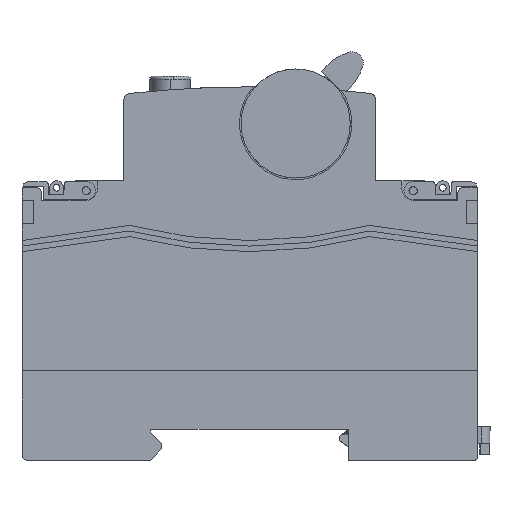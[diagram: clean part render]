
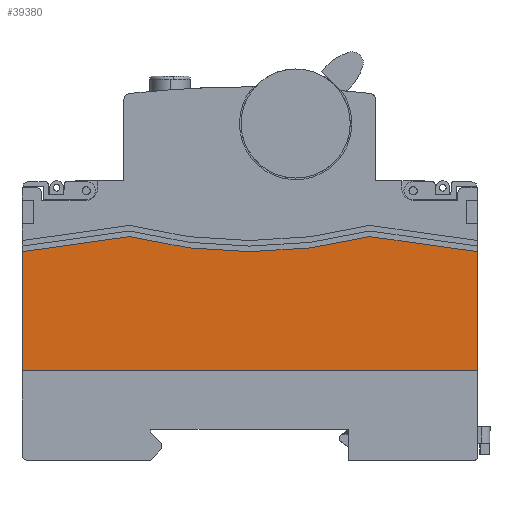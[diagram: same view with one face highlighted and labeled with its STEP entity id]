
A CAD part, left-side view. The second image highlights one B-rep face of the part: STEP entity #39380.
In plain terms, the highlighted planar face has unit normal (-1, 0, 0).
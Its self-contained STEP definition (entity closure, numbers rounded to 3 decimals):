
#2815 = EDGE_CURVE ( 'NONE', #34394, #50914, #62927, .T. ) ;
#2898 = VERTEX_POINT ( 'NONE', #70464 ) ;
#3661 = CARTESIAN_POINT ( 'NONE',  ( -17.45, 0., 118.752 ) ) ;
#6291 = DIRECTION ( 'NONE',  ( 0., 0., 1. ) ) ;
#8713 = ORIENTED_EDGE ( 'NONE', *, *, #77807, .T. ) ;
#9180 = CARTESIAN_POINT ( 'NONE',  ( -17.45, 0., 10.5 ) ) ;
#10708 = CIRCLE ( 'NONE', #44248, 86.952 ) ;
#13093 = CARTESIAN_POINT ( 'NONE',  ( -17.45, -40.75, 31.8 ) ) ;
#14531 = VECTOR ( 'NONE', #22114, 1000. ) ;
#18905 = AXIS2_PLACEMENT_3D ( 'NONE', #31526, #58340, #6291 ) ;
#19658 = EDGE_CURVE ( 'NONE', #34257, #2898, #33313, .T. ) ;
#22114 = DIRECTION ( 'NONE',  ( 0., 0., 1. ) ) ;
#26319 = VERTEX_POINT ( 'NONE', #60437 ) ;
#26896 = DIRECTION ( 'NONE',  ( 0., -1., 0. ) ) ;
#28697 = VECTOR ( 'NONE', #26896, 1000. ) ;
#29247 = EDGE_LOOP ( 'NONE', ( #80798, #47361, #8713, #64226, #48323, #69927 ) ) ;
#29927 = VERTEX_POINT ( 'NONE', #79228 ) ;
#31526 = CARTESIAN_POINT ( 'NONE',  ( -17.45, 0., 0. ) ) ;
#33313 = LINE ( 'NONE', #81280, #82354 ) ;
#33984 = LINE ( 'NONE', #9180, #28697 ) ;
#34198 = VECTOR ( 'NONE', #77332, 1000. ) ;
#34257 = VERTEX_POINT ( 'NONE', #81612 ) ;
#34394 = VERTEX_POINT ( 'NONE', #39635 ) ;
#37763 = DIRECTION ( 'NONE',  ( 0., -0.99, -0.139 ) ) ;
#38368 = LINE ( 'NONE', #52177, #34198 ) ;
#38612 = EDGE_CURVE ( 'NONE', #34257, #34394, #10708, .T. ) ;
#39380 = ADVANCED_FACE ( 'NONE', ( #63401 ), #63816, .T. ) ;
#39635 = CARTESIAN_POINT ( 'NONE',  ( -17.45, -21.5, 34.5 ) ) ;
#40979 = LINE ( 'NONE', #72864, #14531 ) ;
#43516 = DIRECTION ( 'NONE',  ( 0., 0.99, -0.139 ) ) ;
#44248 = AXIS2_PLACEMENT_3D ( 'NONE', #3661, #54888, #81321 ) ;
#47361 = ORIENTED_EDGE ( 'NONE', *, *, #19658, .T. ) ;
#48323 = ORIENTED_EDGE ( 'NONE', *, *, #49392, .T. ) ;
#49392 = EDGE_CURVE ( 'NONE', #29927, #50914, #40979, .T. ) ;
#50914 = VERTEX_POINT ( 'NONE', #13093 ) ;
#52177 = CARTESIAN_POINT ( 'NONE',  ( -17.45, 40.75, 0. ) ) ;
#54888 = DIRECTION ( 'NONE',  ( -1., 0., 0. ) ) ;
#58340 = DIRECTION ( 'NONE',  ( -1., 0., 0. ) ) ;
#60437 = CARTESIAN_POINT ( 'NONE',  ( -17.45, 40.75, 10.5 ) ) ;
#62927 = LINE ( 'NONE', #82221, #74252 ) ;
#63401 = FACE_OUTER_BOUND ( 'NONE', #29247, .T. ) ;
#63816 = PLANE ( 'NONE',  #18905 ) ;
#64226 = ORIENTED_EDGE ( 'NONE', *, *, #67131, .T. ) ;
#67131 = EDGE_CURVE ( 'NONE', #26319, #29927, #33984, .T. ) ;
#69927 = ORIENTED_EDGE ( 'NONE', *, *, #2815, .F. ) ;
#70464 = CARTESIAN_POINT ( 'NONE',  ( -17.45, 40.75, 31.8 ) ) ;
#72864 = CARTESIAN_POINT ( 'NONE',  ( -17.45, -40.75, 0. ) ) ;
#74252 = VECTOR ( 'NONE', #37763, 1000. ) ;
#77332 = DIRECTION ( 'NONE',  ( 0., 0., -1. ) ) ;
#77807 = EDGE_CURVE ( 'NONE', #2898, #26319, #38368, .T. ) ;
#79228 = CARTESIAN_POINT ( 'NONE',  ( -17.45, -40.75, 10.5 ) ) ;
#80798 = ORIENTED_EDGE ( 'NONE', *, *, #38612, .F. ) ;
#81280 = CARTESIAN_POINT ( 'NONE',  ( -17.45, 5.16, 36.792 ) ) ;
#81321 = DIRECTION ( 'NONE',  ( 0., 0., 1. ) ) ;
#81612 = CARTESIAN_POINT ( 'NONE',  ( -17.45, 21.5, 34.5 ) ) ;
#82221 = CARTESIAN_POINT ( 'NONE',  ( -17.45, -5.16, 36.792 ) ) ;
#82354 = VECTOR ( 'NONE', #43516, 1000. ) ;
